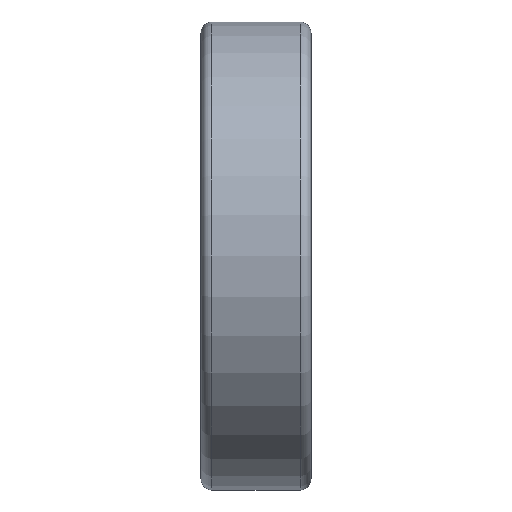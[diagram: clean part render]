
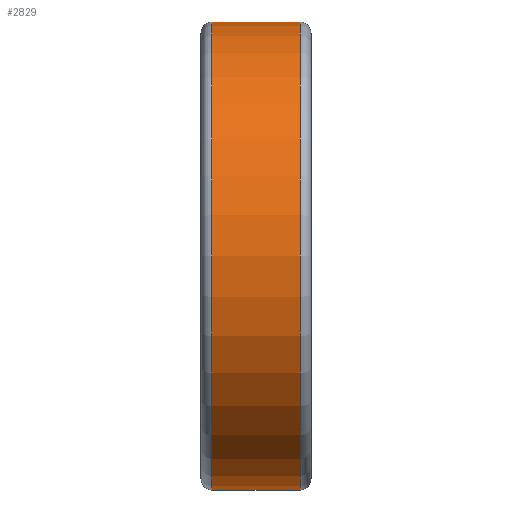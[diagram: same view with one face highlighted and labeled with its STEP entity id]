
A CAD part, front view. The second image highlights one B-rep face of the part: STEP entity #2829.
In plain terms, the highlighted cylindrical face has radius 8.5 mm (diameter 17 mm), a partial arc.
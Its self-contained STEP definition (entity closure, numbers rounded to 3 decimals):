
#88 = AXIS2_PLACEMENT_3D ( 'NONE', #2610, #1298, #2841 ) ;
#302 = ORIENTED_EDGE ( 'NONE', *, *, #2896, .T. ) ;
#359 = CARTESIAN_POINT ( 'NONE',  ( -1.6, 0., -8.5 ) ) ;
#360 = CARTESIAN_POINT ( 'NONE',  ( -5., 0., -8.5 ) ) ;
#428 = VECTOR ( 'NONE', #542, 1000. ) ;
#437 = ORIENTED_EDGE ( 'NONE', *, *, #673, .T. ) ;
#453 = CARTESIAN_POINT ( 'NONE',  ( 1.6, 0., 0. ) ) ;
#507 = CIRCLE ( 'NONE', #2911, 8.5 ) ;
#542 = DIRECTION ( 'NONE',  ( -1., 0., 0. ) ) ;
#578 = FACE_OUTER_BOUND ( 'NONE', #2895, .T. ) ;
#673 = EDGE_CURVE ( 'NONE', #2069, #1913, #1028, .T. ) ;
#684 = DIRECTION ( 'NONE',  ( 0., 0., 1. ) ) ;
#704 = CIRCLE ( 'NONE', #88, 8.5 ) ;
#1028 = LINE ( 'NONE', #1232, #428 ) ;
#1115 = DIRECTION ( 'NONE',  ( -1., 0., 0. ) ) ;
#1232 = CARTESIAN_POINT ( 'NONE',  ( -5., 0., 8.5 ) ) ;
#1298 = DIRECTION ( 'NONE',  ( -1., 0., 0. ) ) ;
#1313 = VECTOR ( 'NONE', #1971, 1000. ) ;
#1352 = CARTESIAN_POINT ( 'NONE',  ( -5., 0., 0. ) ) ;
#1407 = EDGE_CURVE ( 'NONE', #1875, #1913, #704, .T. ) ;
#1524 = CARTESIAN_POINT ( 'NONE',  ( -1.6, 0., 8.5 ) ) ;
#1651 = CARTESIAN_POINT ( 'NONE',  ( 1.6, 0., 8.5 ) ) ;
#1741 = CYLINDRICAL_SURFACE ( 'NONE', #2763, 8.5 ) ;
#1842 = VERTEX_POINT ( 'NONE', #2801 ) ;
#1875 = VERTEX_POINT ( 'NONE', #359 ) ;
#1913 = VERTEX_POINT ( 'NONE', #1524 ) ;
#1922 = LINE ( 'NONE', #360, #1313 ) ;
#1971 = DIRECTION ( 'NONE',  ( -1., 0., 0. ) ) ;
#2062 = DIRECTION ( 'NONE',  ( -1., 0., 0. ) ) ;
#2069 = VERTEX_POINT ( 'NONE', #1651 ) ;
#2257 = EDGE_CURVE ( 'NONE', #1842, #1875, #1922, .T. ) ;
#2382 = ORIENTED_EDGE ( 'NONE', *, *, #1407, .F. ) ;
#2610 = CARTESIAN_POINT ( 'NONE',  ( -1.6, 0., 0. ) ) ;
#2658 = DIRECTION ( 'NONE',  ( 0., 0., 1. ) ) ;
#2680 = ORIENTED_EDGE ( 'NONE', *, *, #2257, .F. ) ;
#2763 = AXIS2_PLACEMENT_3D ( 'NONE', #1352, #1115, #2658 ) ;
#2801 = CARTESIAN_POINT ( 'NONE',  ( 1.6, 0., -8.5 ) ) ;
#2829 = ADVANCED_FACE ( 'NONE', ( #578 ), #1741, .T. ) ;
#2841 = DIRECTION ( 'NONE',  ( 0., 0., 1. ) ) ;
#2895 = EDGE_LOOP ( 'NONE', ( #2680, #302, #437, #2382 ) ) ;
#2896 = EDGE_CURVE ( 'NONE', #1842, #2069, #507, .T. ) ;
#2911 = AXIS2_PLACEMENT_3D ( 'NONE', #453, #2062, #684 ) ;
